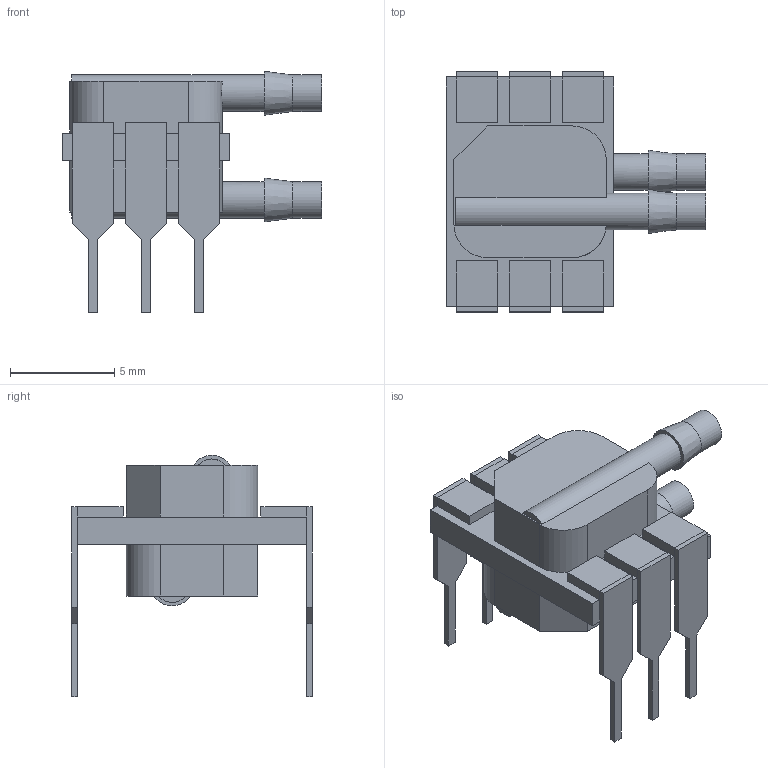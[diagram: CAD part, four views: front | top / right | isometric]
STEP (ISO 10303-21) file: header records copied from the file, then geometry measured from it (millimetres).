
FILE_DESCRIPTION(('FreeCAD Model'),'2;1');
FILE_NAME('ABPDRRV015PDAA5.step', '2020-11-13T11:09:50',('Author'),(''), 'Open CASCADE STEP processor 7.4','FreeCAD','Unknown');
FILE_SCHEMA(('AUTOMOTIVE_DESIGN { 1 0 10303 214 1 1 1 1 }'));
Length unit declared in the file: millimetre
Products named in the file (1): Compound
Bounding box: 12.4 x 11.5 x 11.55 mm (x, y, z)
Volume: 387.3 mm3; surface area: 821.3 mm2
Topology: 9 solids, 9 shells, 128 faces, 298 edges, 190 vertices
Faces by surface type: plane 116, cylinder 10, cone 2
Full cylindrical faces by diameter (mm): 1.75 x4
Entity records: 3962 total; most frequent: CARTESIAN_POINT 689, ORIENTED_EDGE 596, DIRECTION 580, EDGE_CURVE 298, LINE 270, VECTOR 270, VERTEX_POINT 190, AXIS2_PLACEMENT_3D 155
